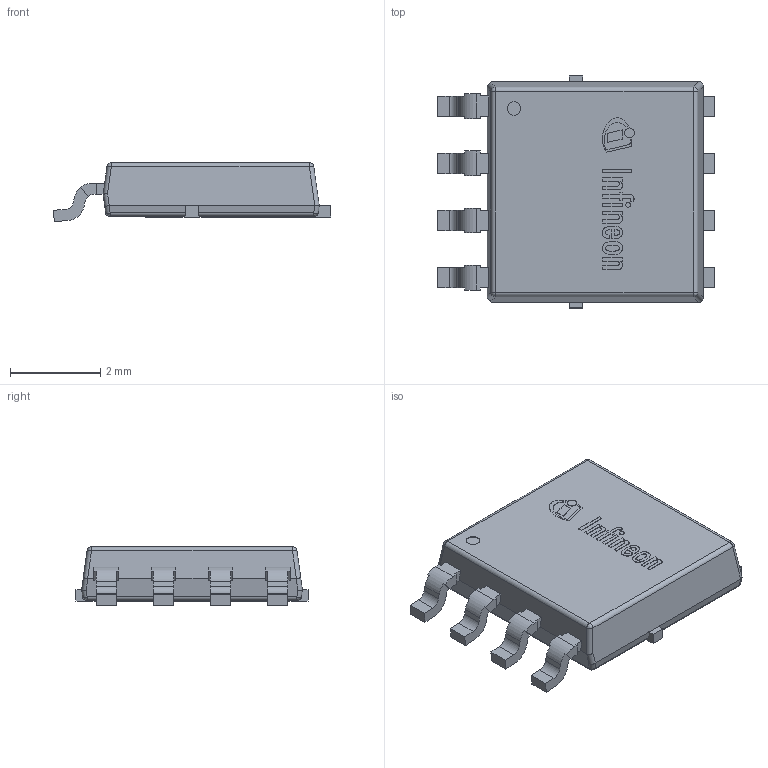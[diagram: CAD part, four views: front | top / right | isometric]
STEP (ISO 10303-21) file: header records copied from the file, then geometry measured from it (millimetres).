
FILE_DESCRIPTION(/* description */ (''),/* implementation_level */ '2;1');
FILE_NAME(/* name */ 'PG-LHSOG-8-1_Z8B00204920_V01_3D.stp',/* time_stamp */ '2022-03-23T17:30:26+05:00',/* author */ ('janartha'),/* organization */ (''),/* preprocessor_version */ 'ST-DEVELOPER v16.13',/* originating_system */ 'AutoCAD Mechanical',/* authorisation */ '');
FILE_SCHEMA (('AUTOMOTIVE_DESIGN { 1 0 10303 214 3 1 1 }'));
Length unit declared in the file: millimetre
Products named in the file (1): Product
Bounding box: 6.15 x 5.15 x 1.31 mm (x, y, z)
Volume: 31 mm3; surface area: 112.8 mm2
Topology: 19 solids, 19 shells, 293 faces, 738 edges, 484 vertices
Faces by surface type: plane 213, cylinder 54, bspline 22, sphere 4
Full cylindrical faces by diameter (mm): 0.106 x1, 0.215 x1, 0.3 x2
Entity records: 9006 total; most frequent: CARTESIAN_POINT 2014, ORIENTED_EDGE 1468, DIRECTION 1368, EDGE_CURVE 734, LINE 572, VECTOR 572, VERTEX_POINT 484, AXIS2_PLACEMENT_3D 398
